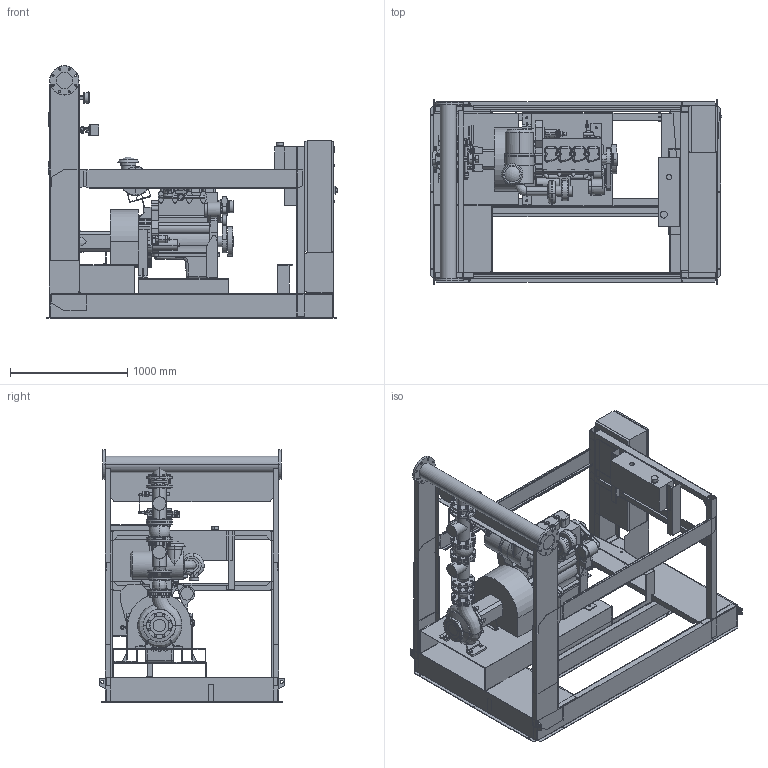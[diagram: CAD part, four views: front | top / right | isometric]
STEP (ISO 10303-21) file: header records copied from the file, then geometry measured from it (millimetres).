
FILE_DESCRIPTION((''),'2;1');
FILE_NAME('3d_Sifire-EN-80_250-253-100D-4183832.stp','2015-05-26T10:33:56',(''),(''),'Mechanical Desktop 2009','Mechanical Desktop 2009',', , ');
FILE_SCHEMA(('CONFIG_CONTROL_DESIGN'));
Length unit declared in the file: millimetre
Products named in the file (1): Product
Bounding box: 2485.5 x 1582 x 2152 mm (x, y, z)
Volume: 454149711.5 mm3; surface area: 36812898.2 mm2
Topology: 178 solids, 178 shells, 4612 faces, 11218 edges, 7056 vertices
Faces by surface type: plane 1753, bspline 1233, cylinder 965, cone 544, torus 110, sphere 7
Full cylindrical faces by diameter (mm): 277 x1
Entity records: 147139 total; most frequent: CARTESIAN_POINT 44744, ORIENTED_EDGE 22408, DIRECTION 19807, EDGE_CURVE 11204, VERTEX_POINT 7055, AXIS2_PLACEMENT_3D 6917, VECTOR 5973, LINE 5973
